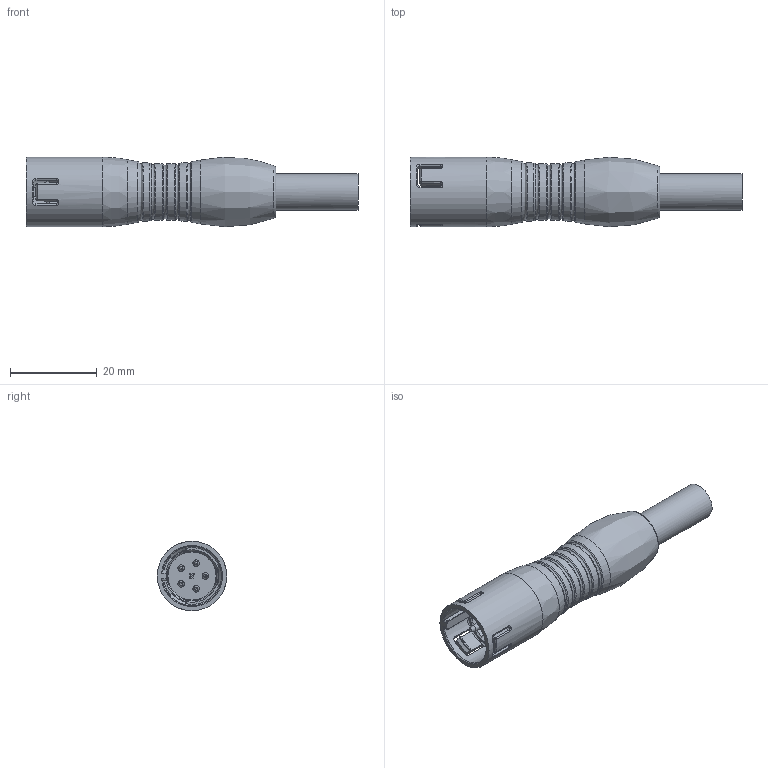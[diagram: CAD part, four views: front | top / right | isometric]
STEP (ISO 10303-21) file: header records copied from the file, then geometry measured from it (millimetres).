
FILE_DESCRIPTION(/* description */ (''),/* implementation_level */ '2;1');
FILE_NAME(/* name */ '00_7200_0021_001_00.stp',/* time_stamp */ '2014-09-30T15:05:22+02:00',/* author */ (''),/* organization */ (''),/* preprocessor_version */ 'ST-DEVELOPER v14',/* originating_system */ 'SIEMENS PLM Software NX 8.0',/* authorisation */ '');
FILE_SCHEMA (('AP203_CONFIGURATION_CONTROLLED_3D_DESIGN_OF_MECHANICAL_PARTS_AND_ASSEMBLIES_MIM_LF { 1 0 10303 403 2 1 2}'));
Length unit declared in the file: millimetre
Products named in the file (1): cerl12089C14pgc1
Bounding box: 76.5 x 16 x 16 mm (x, y, z)
Volume: 9771.2 mm3; surface area: 4178.6 mm2
Topology: 1 solids, 1 shells, 208 faces, 514 edges, 311 vertices
Faces by surface type: plane 58, cylinder 56, torus 49, bspline 25, cone 14, sphere 6
Full cylindrical faces by diameter (mm): 1.5 x5, 8.4 x1, 11.5 x1, 16 x1
Entity records: 7087 total; most frequent: CARTESIAN_POINT 2574, ORIENTED_EDGE 894, DIRECTION 892, EDGE_CURVE 447, AXIS2_PLACEMENT_3D 368, VERTEX_POINT 292, EDGE_LOOP 265, ADVANCED_FACE 208
